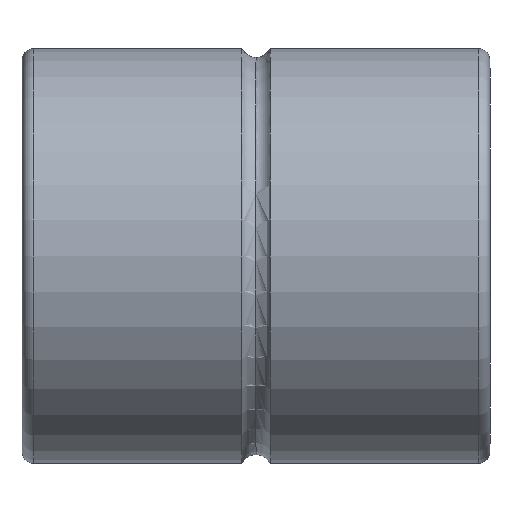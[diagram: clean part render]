
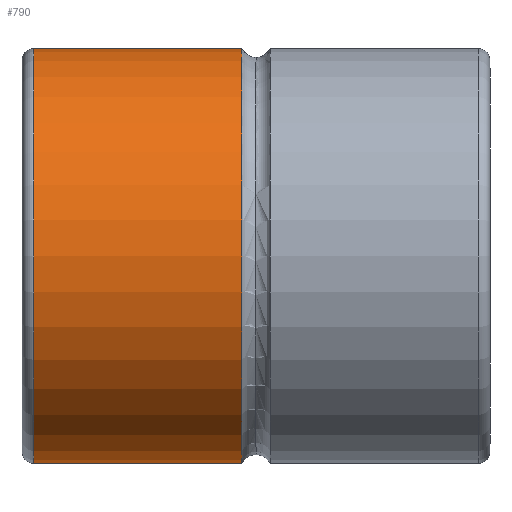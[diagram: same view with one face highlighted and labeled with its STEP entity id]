
A CAD part, left-side view. The second image highlights one B-rep face of the part: STEP entity #790.
In plain terms, the highlighted cylindrical face has radius 31 mm (diameter 62 mm), a partial arc.
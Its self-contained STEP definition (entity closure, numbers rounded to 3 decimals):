
#1 = ORIENTED_EDGE ( 'NONE', *, *, #863, .F. ) ;
#60 = LINE ( 'NONE', #453, #275 ) ;
#69 = CARTESIAN_POINT ( 'NONE',  ( 0., 16.576, 0. ) ) ;
#78 = FACE_OUTER_BOUND ( 'NONE', #709, .T. ) ;
#126 = DIRECTION ( 'NONE',  ( 0., -1., 0. ) ) ;
#133 = DIRECTION ( 'NONE',  ( 0., 0., -1. ) ) ;
#144 = LINE ( 'NONE', #604, #731 ) ;
#169 = CARTESIAN_POINT ( 'NONE',  ( 0., 0., 0. ) ) ;
#177 = DIRECTION ( 'NONE',  ( 0., -1., 0. ) ) ;
#188 = CARTESIAN_POINT ( 'NONE',  ( 0., 47.702, 0. ) ) ;
#223 = EDGE_CURVE ( 'NONE', #625, #811, #708, .T. ) ;
#256 = DIRECTION ( 'NONE',  ( 0., 0., -1. ) ) ;
#257 = EDGE_CURVE ( 'NONE', #811, #693, #144, .T. ) ;
#275 = VECTOR ( 'NONE', #177, 1000. ) ;
#297 = ORIENTED_EDGE ( 'NONE', *, *, #223, .T. ) ;
#332 = EDGE_CURVE ( 'NONE', #747, #693, #646, .T. ) ;
#341 = AXIS2_PLACEMENT_3D ( 'NONE', #69, #541, #133 ) ;
#373 = CARTESIAN_POINT ( 'NONE',  ( 0., 47.702, -31. ) ) ;
#392 = ORIENTED_EDGE ( 'NONE', *, *, #332, .F. ) ;
#443 = DIRECTION ( 'NONE',  ( 0., 0., -1. ) ) ;
#453 = CARTESIAN_POINT ( 'NONE',  ( 0., 0., 31. ) ) ;
#541 = DIRECTION ( 'NONE',  ( 0., -1., 0. ) ) ;
#571 = CARTESIAN_POINT ( 'NONE',  ( 0., 16.576, 31. ) ) ;
#585 = AXIS2_PLACEMENT_3D ( 'NONE', #169, #644, #443 ) ;
#604 = CARTESIAN_POINT ( 'NONE',  ( 0., 0., -31. ) ) ;
#625 = VERTEX_POINT ( 'NONE', #753 ) ;
#636 = CYLINDRICAL_SURFACE ( 'NONE', #585, 31. ) ;
#644 = DIRECTION ( 'NONE',  ( 0., -1., 0. ) ) ;
#646 = CIRCLE ( 'NONE', #341, 31. ) ;
#666 = DIRECTION ( 'NONE',  ( 0., -1., 0. ) ) ;
#693 = VERTEX_POINT ( 'NONE', #823 ) ;
#708 = CIRCLE ( 'NONE', #723, 31. ) ;
#709 = EDGE_LOOP ( 'NONE', ( #1, #297, #739, #392 ) ) ;
#723 = AXIS2_PLACEMENT_3D ( 'NONE', #188, #666, #256 ) ;
#731 = VECTOR ( 'NONE', #126, 1000. ) ;
#739 = ORIENTED_EDGE ( 'NONE', *, *, #257, .T. ) ;
#747 = VERTEX_POINT ( 'NONE', #571 ) ;
#753 = CARTESIAN_POINT ( 'NONE',  ( 0., 47.702, 31. ) ) ;
#790 = ADVANCED_FACE ( 'NONE', ( #78 ), #636, .T. ) ;
#811 = VERTEX_POINT ( 'NONE', #373 ) ;
#823 = CARTESIAN_POINT ( 'NONE',  ( 0., 16.576, -31. ) ) ;
#863 = EDGE_CURVE ( 'NONE', #625, #747, #60, .T. ) ;
